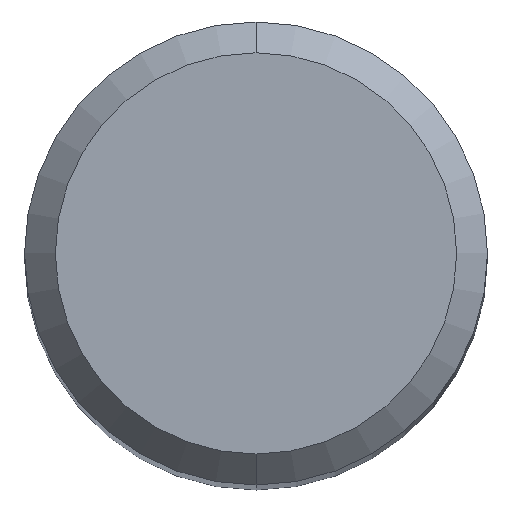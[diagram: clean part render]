
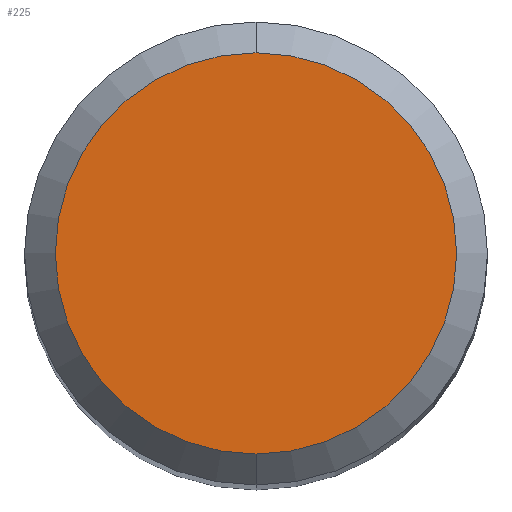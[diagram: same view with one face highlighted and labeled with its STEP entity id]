
A CAD part, top view. The second image highlights one B-rep face of the part: STEP entity #225.
In plain terms, the highlighted planar face has unit normal (0, 0, 1).
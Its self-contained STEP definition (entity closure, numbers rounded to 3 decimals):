
#225=ADVANCED_FACE('',(#536),#537,.T.);
#235=EDGE_CURVE('',#449,#435,#547,.T.);
#273=EDGE_CURVE('',#435,#449,#593,.T.);
#435=VERTEX_POINT('',#770);
#449=VERTEX_POINT('',#784);
#536=FACE_OUTER_BOUND('',#928,.T.);
#537=PLANE('',#929);
#547=CIRCLE('',#972,2.6);
#593=CIRCLE('',#1057,2.6);
#770=CARTESIAN_POINT('',(0.0,2.6,0.0));
#784=CARTESIAN_POINT('',(0.,-2.6,0.0));
#928=EDGE_LOOP('',(#1507,#1508));
#929=AXIS2_PLACEMENT_3D('',#1509,#1510,#1511);
#972=AXIS2_PLACEMENT_3D('',#1517,#1518,#1519);
#1057=AXIS2_PLACEMENT_3D('',#1592,#1593,#1594);
#1507=ORIENTED_EDGE('',*,*,#273,.F.);
#1508=ORIENTED_EDGE('',*,*,#235,.F.);
#1509=CARTESIAN_POINT('',(0.0,1.3,0.0));
#1510=DIRECTION('',(-0.0,0.0,1.0));
#1511=DIRECTION('',(0.0,-1.0,0.0));
#1517=CARTESIAN_POINT('',(0.0,0.0,0.0));
#1518=DIRECTION('',(0.0,0.0,-1.0));
#1519=DIRECTION('',(0.0,1.0,0.0));
#1592=CARTESIAN_POINT('',(0.0,0.0,0.0));
#1593=DIRECTION('',(0.0,0.0,-1.0));
#1594=DIRECTION('',(0.0,1.0,0.0));
